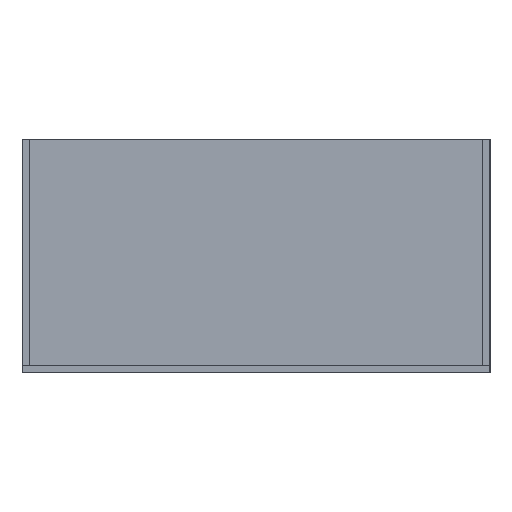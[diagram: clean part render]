
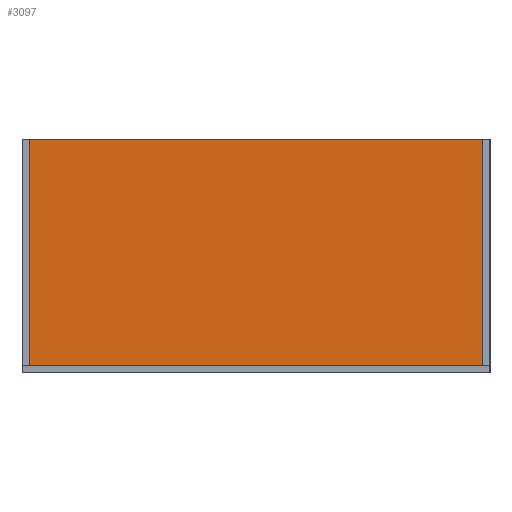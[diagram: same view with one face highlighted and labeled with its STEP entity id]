
A CAD part, left-side view. The second image highlights one B-rep face of the part: STEP entity #3097.
In plain terms, the highlighted planar face has unit normal (-1, 0, 0).
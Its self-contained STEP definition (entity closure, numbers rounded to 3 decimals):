
#2788 = VERTEX_POINT('',#2789);
#2789 = CARTESIAN_POINT('',(-4.5,-145.5,-72.75));
#2798 = PLANE('',#2799);
#2799 = AXIS2_PLACEMENT_3D('',#2800,#2801,#2802);
#2800 = CARTESIAN_POINT('',(-4.5,-145.5,-72.75));
#2801 = DIRECTION('',(0.,1.,0.));
#2802 = DIRECTION('',(1.,0.,0.));
#2810 = PLANE('',#2811);
#2811 = AXIS2_PLACEMENT_3D('',#2812,#2813,#2814);
#2812 = CARTESIAN_POINT('',(-4.5,-145.5,-72.75));
#2813 = DIRECTION('',(0.,0.,1.));
#2814 = DIRECTION('',(1.,0.,0.));
#2822 = EDGE_CURVE('',#2788,#2823,#2825,.T.);
#2823 = VERTEX_POINT('',#2824);
#2824 = CARTESIAN_POINT('',(-4.5,-145.5,72.75));
#2825 = SURFACE_CURVE('',#2826,(#2830,#2837),.PCURVE_S1.);
#2826 = LINE('',#2827,#2828);
#2827 = CARTESIAN_POINT('',(-4.5,-145.5,-72.75));
#2828 = VECTOR('',#2829,1.);
#2829 = DIRECTION('',(0.,0.,1.));
#2830 = PCURVE('',#2798,#2831);
#2831 = DEFINITIONAL_REPRESENTATION('',(#2832),#2836);
#2832 = LINE('',#2833,#2834);
#2833 = CARTESIAN_POINT('',(0.,0.));
#2834 = VECTOR('',#2835,1.);
#2835 = DIRECTION('',(0.,-1.));
#2836 = ( GEOMETRIC_REPRESENTATION_CONTEXT(2) 
PARAMETRIC_REPRESENTATION_CONTEXT() REPRESENTATION_CONTEXT('2D SPACE',''
  ) );
#2837 = PCURVE('',#2838,#2843);
#2838 = PLANE('',#2839);
#2839 = AXIS2_PLACEMENT_3D('',#2840,#2841,#2842);
#2840 = CARTESIAN_POINT('',(-4.5,-145.5,-72.75));
#2841 = DIRECTION('',(1.,0.,0.));
#2842 = DIRECTION('',(0.,1.,0.));
#2843 = DEFINITIONAL_REPRESENTATION('',(#2844),#2848);
#2844 = LINE('',#2845,#2846);
#2845 = CARTESIAN_POINT('',(0.,0.));
#2846 = VECTOR('',#2847,1.);
#2847 = DIRECTION('',(0.,1.));
#2848 = ( GEOMETRIC_REPRESENTATION_CONTEXT(2) 
PARAMETRIC_REPRESENTATION_CONTEXT() REPRESENTATION_CONTEXT('2D SPACE',''
  ) );
#2866 = PLANE('',#2867);
#2867 = AXIS2_PLACEMENT_3D('',#2868,#2869,#2870);
#2868 = CARTESIAN_POINT('',(-4.5,-145.5,72.75));
#2869 = DIRECTION('',(0.,0.,1.));
#2870 = DIRECTION('',(1.,0.,0.));
#2908 = VERTEX_POINT('',#2909);
#2909 = CARTESIAN_POINT('',(-4.5,145.5,-72.75));
#2918 = PLANE('',#2919);
#2919 = AXIS2_PLACEMENT_3D('',#2920,#2921,#2922);
#2920 = CARTESIAN_POINT('',(-4.5,145.5,-72.75));
#2921 = DIRECTION('',(0.,1.,0.));
#2922 = DIRECTION('',(1.,0.,0.));
#2937 = EDGE_CURVE('',#2908,#2938,#2940,.T.);
#2938 = VERTEX_POINT('',#2939);
#2939 = CARTESIAN_POINT('',(-4.5,145.5,72.75));
#2940 = SURFACE_CURVE('',#2941,(#2945,#2952),.PCURVE_S1.);
#2941 = LINE('',#2942,#2943);
#2942 = CARTESIAN_POINT('',(-4.5,145.5,-72.75));
#2943 = VECTOR('',#2944,1.);
#2944 = DIRECTION('',(0.,0.,1.));
#2945 = PCURVE('',#2918,#2946);
#2946 = DEFINITIONAL_REPRESENTATION('',(#2947),#2951);
#2947 = LINE('',#2948,#2949);
#2948 = CARTESIAN_POINT('',(0.,0.));
#2949 = VECTOR('',#2950,1.);
#2950 = DIRECTION('',(0.,-1.));
#2951 = ( GEOMETRIC_REPRESENTATION_CONTEXT(2) 
PARAMETRIC_REPRESENTATION_CONTEXT() REPRESENTATION_CONTEXT('2D SPACE',''
  ) );
#2952 = PCURVE('',#2838,#2953);
#2953 = DEFINITIONAL_REPRESENTATION('',(#2954),#2958);
#2954 = LINE('',#2955,#2956);
#2955 = CARTESIAN_POINT('',(291.,0.));
#2956 = VECTOR('',#2957,1.);
#2957 = DIRECTION('',(0.,1.));
#2958 = ( GEOMETRIC_REPRESENTATION_CONTEXT(2) 
PARAMETRIC_REPRESENTATION_CONTEXT() REPRESENTATION_CONTEXT('2D SPACE',''
  ) );
#3007 = EDGE_CURVE('',#2788,#2908,#3008,.T.);
#3008 = SURFACE_CURVE('',#3009,(#3013,#3020),.PCURVE_S1.);
#3009 = LINE('',#3010,#3011);
#3010 = CARTESIAN_POINT('',(-4.5,-145.5,-72.75));
#3011 = VECTOR('',#3012,1.);
#3012 = DIRECTION('',(0.,1.,0.));
#3013 = PCURVE('',#2810,#3014);
#3014 = DEFINITIONAL_REPRESENTATION('',(#3015),#3019);
#3015 = LINE('',#3016,#3017);
#3016 = CARTESIAN_POINT('',(0.,0.));
#3017 = VECTOR('',#3018,1.);
#3018 = DIRECTION('',(0.,1.));
#3019 = ( GEOMETRIC_REPRESENTATION_CONTEXT(2) 
PARAMETRIC_REPRESENTATION_CONTEXT() REPRESENTATION_CONTEXT('2D SPACE',''
  ) );
#3020 = PCURVE('',#2838,#3021);
#3021 = DEFINITIONAL_REPRESENTATION('',(#3022),#3026);
#3022 = LINE('',#3023,#3024);
#3023 = CARTESIAN_POINT('',(0.,0.));
#3024 = VECTOR('',#3025,1.);
#3025 = DIRECTION('',(1.,0.));
#3026 = ( GEOMETRIC_REPRESENTATION_CONTEXT(2) 
PARAMETRIC_REPRESENTATION_CONTEXT() REPRESENTATION_CONTEXT('2D SPACE',''
  ) );
#3054 = EDGE_CURVE('',#2823,#2938,#3055,.T.);
#3055 = SURFACE_CURVE('',#3056,(#3060,#3067),.PCURVE_S1.);
#3056 = LINE('',#3057,#3058);
#3057 = CARTESIAN_POINT('',(-4.5,-145.5,72.75));
#3058 = VECTOR('',#3059,1.);
#3059 = DIRECTION('',(0.,1.,0.));
#3060 = PCURVE('',#2866,#3061);
#3061 = DEFINITIONAL_REPRESENTATION('',(#3062),#3066);
#3062 = LINE('',#3063,#3064);
#3063 = CARTESIAN_POINT('',(0.,0.));
#3064 = VECTOR('',#3065,1.);
#3065 = DIRECTION('',(0.,1.));
#3066 = ( GEOMETRIC_REPRESENTATION_CONTEXT(2) 
PARAMETRIC_REPRESENTATION_CONTEXT() REPRESENTATION_CONTEXT('2D SPACE',''
  ) );
#3067 = PCURVE('',#2838,#3068);
#3068 = DEFINITIONAL_REPRESENTATION('',(#3069),#3073);
#3069 = LINE('',#3070,#3071);
#3070 = CARTESIAN_POINT('',(0.,145.5));
#3071 = VECTOR('',#3072,1.);
#3072 = DIRECTION('',(1.,0.));
#3073 = ( GEOMETRIC_REPRESENTATION_CONTEXT(2) 
PARAMETRIC_REPRESENTATION_CONTEXT() REPRESENTATION_CONTEXT('2D SPACE',''
  ) );
#3097 = ADVANCED_FACE('',(#3098),#2838,.F.);
#3098 = FACE_BOUND('',#3099,.F.);
#3099 = EDGE_LOOP('',(#3100,#3101,#3102,#3103));
#3100 = ORIENTED_EDGE('',*,*,#2822,.F.);
#3101 = ORIENTED_EDGE('',*,*,#3007,.T.);
#3102 = ORIENTED_EDGE('',*,*,#2937,.T.);
#3103 = ORIENTED_EDGE('',*,*,#3054,.F.);
